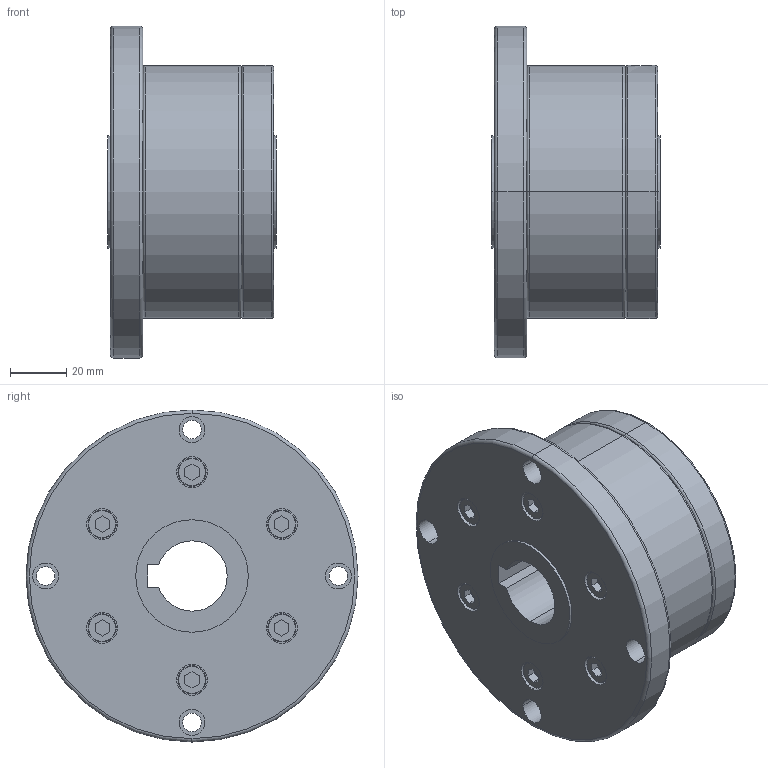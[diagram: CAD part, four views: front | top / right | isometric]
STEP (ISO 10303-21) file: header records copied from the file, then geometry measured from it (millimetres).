
FILE_DESCRIPTION(('STEP AP214'),'1');
FILE_NAME('gl_25_f2-d2.stp','2019-09-14T10:30:47',('TraceParts'),('TraceParts S.A.'),'Spatial InterOp 3D',' ',' ');
FILE_SCHEMA(('AUTOMOTIVE_DESIGN { 1 0 10303 214 1 1 1 1 }'));
Length unit declared in the file: millimetre
Products named in the file (1): gl_25_f2-d2
Bounding box: 60 x 118 x 118 mm (x, y, z)
Volume: 387464.3 mm3; surface area: 50386.6 mm2
Topology: 1 solids, 1 shells, 247 faces, 610 edges, 410 vertices
Faces by surface type: plane 126, cylinder 85, torus 36
Entity records: 7545 total; most frequent: DIRECTION 1388, CARTESIAN_POINT 1335, ORIENTED_EDGE 1220, EDGE_CURVE 610, AXIS2_PLACEMENT_3D 533, VERTEX_POINT 410, LINE 322, VECTOR 322
